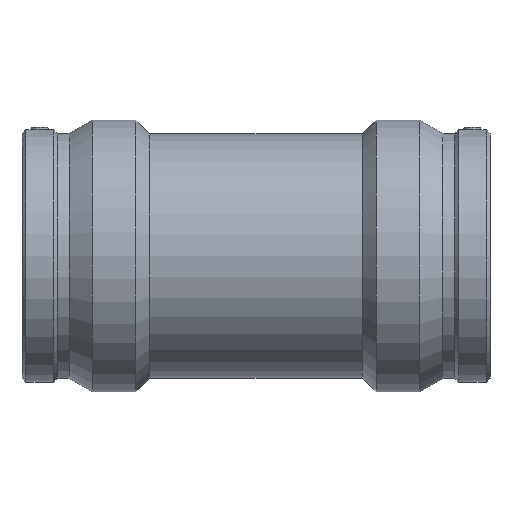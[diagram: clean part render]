
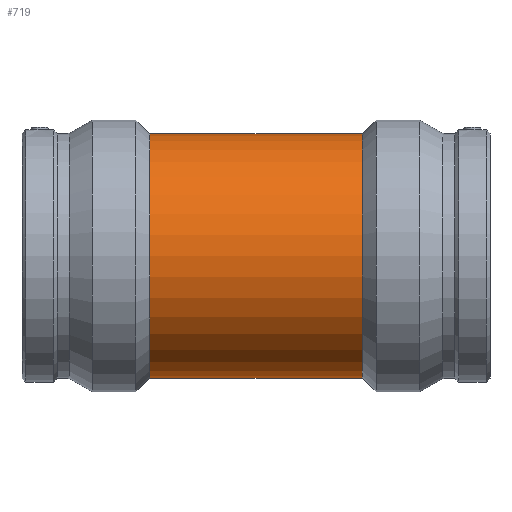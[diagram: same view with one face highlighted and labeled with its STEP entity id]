
A CAD part, top view. The second image highlights one B-rep face of the part: STEP entity #719.
In plain terms, the highlighted cylindrical face has radius 110.25 mm (diameter 220.5 mm), a full revolution.
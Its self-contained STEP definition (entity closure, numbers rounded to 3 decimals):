
#79=FACE_BOUND('',#331,.T.);
#80=FACE_BOUND('',#332,.T.);
#147=CIRCLE('',#807,110.25);
#148=CIRCLE('',#808,110.25);
#199=CYLINDRICAL_SURFACE('',#806,110.25);
#235=FACE_OUTER_BOUND('',#330,.T.);
#330=EDGE_LOOP('',(#616));
#331=EDGE_LOOP('',(#617));
#332=EDGE_LOOP('',(#618));
#416=B_SPLINE_CURVE_WITH_KNOTS('',3,(#1451,#1452,#1453,#1454,#1455,#1456,
#1457,#1458,#1459,#1460,#1461,#1462,#1463,#1464,#1465,#1466,#1467,#1468,
#1469,#1470,#1471,#1472,#1473,#1474,#1475,#1476,#1477,#1478,#1479,#1480,
#1481,#1482,#1483,#1484,#1485,#1486,#1487,#1488,#1489,#1490,#1491,#1492,
#1493,#1494,#1495,#1496,#1497,#1498,#1499,#1500,#1501,#1502,#1503,#1504,
#1505,#1506,#1507,#1508,#1509,#1510,#1511,#1512,#1513,#1514,#1515,#1516),
 .UNSPECIFIED.,.T.,.F.,(4,2,2,2,2,2,2,2,2,2,2,2,2,2,2,2,2,2,2,2,2,2,2,2,
2,2,2,2,2,2,2,2,4),(0.,0.958,1.916,2.874,
3.832,4.788,5.745,6.701,7.657,
8.613,9.57,10.526,11.482,12.44,
13.398,14.356,15.314,16.272,17.23,
18.188,19.146,20.103,21.059,22.015,
22.972,23.928,24.884,25.84,26.797,
27.755,28.713,29.671,30.629),
 .UNSPECIFIED.);
#439=VERTEX_POINT('',#1450);
#448=VERTEX_POINT('',#1543);
#449=VERTEX_POINT('',#1545);
#509=EDGE_CURVE('',#439,#439,#416,.T.);
#518=EDGE_CURVE('',#448,#448,#147,.T.);
#519=EDGE_CURVE('',#449,#449,#148,.T.);
#616=ORIENTED_EDGE('',*,*,#518,.F.);
#617=ORIENTED_EDGE('',*,*,#519,.T.);
#618=ORIENTED_EDGE('',*,*,#509,.T.);
#719=ADVANCED_FACE('',(#235,#79,#80),#199,.T.);
#806=AXIS2_PLACEMENT_3D('',#1542,#977,#978);
#807=AXIS2_PLACEMENT_3D('',#1544,#979,#980);
#808=AXIS2_PLACEMENT_3D('',#1546,#981,#982);
#977=DIRECTION('center_axis',(1.,0.,0.));
#978=DIRECTION('ref_axis',(0.,1.,0.));
#979=DIRECTION('center_axis',(1.,0.,0.));
#980=DIRECTION('ref_axis',(0.,0.,-1.));
#981=DIRECTION('center_axis',(1.,0.,0.));
#982=DIRECTION('ref_axis',(0.,0.,-1.));
#1450=CARTESIAN_POINT('',(0.,50.,-98.26));
#1451=CARTESIAN_POINT('Ctrl Pts',(0.,50.,-98.26));
#1452=CARTESIAN_POINT('Ctrl Pts',(-3.193,50.,-98.26));
#1453=CARTESIAN_POINT('Ctrl Pts',(-6.477,49.689,-98.42));
#1454=CARTESIAN_POINT('Ctrl Pts',(-12.977,48.4,-99.061));
#1455=CARTESIAN_POINT('Ctrl Pts',(-16.192,47.422,-99.54));
#1456=CARTESIAN_POINT('Ctrl Pts',(-22.334,44.858,-100.721));
#1457=CARTESIAN_POINT('Ctrl Pts',(-25.266,43.27,-101.423));
#1458=CARTESIAN_POINT('Ctrl Pts',(-30.679,39.617,-102.905));
#1459=CARTESIAN_POINT('Ctrl Pts',(-33.159,37.551,-103.684));
#1460=CARTESIAN_POINT('Ctrl Pts',(-37.547,33.163,-105.169));
#1461=CARTESIAN_POINT('Ctrl Pts',(-39.612,30.684,-105.931));
#1462=CARTESIAN_POINT('Ctrl Pts',(-43.267,25.271,-107.351));
#1463=CARTESIAN_POINT('Ctrl Pts',(-44.858,22.336,-108.009));
#1464=CARTESIAN_POINT('Ctrl Pts',(-47.424,16.188,-109.1));
#1465=CARTESIAN_POINT('Ctrl Pts',(-48.402,12.97,-109.533));
#1466=CARTESIAN_POINT('Ctrl Pts',(-49.69,6.47,-110.108));
#1467=CARTESIAN_POINT('Ctrl Pts',(-50.,3.188,-110.25));
#1468=CARTESIAN_POINT('Ctrl Pts',(-50.,-3.188,-110.25));
#1469=CARTESIAN_POINT('Ctrl Pts',(-49.69,-6.47,-110.108));
#1470=CARTESIAN_POINT('Ctrl Pts',(-48.402,-12.97,-109.533));
#1471=CARTESIAN_POINT('Ctrl Pts',(-47.424,-16.188,-109.1));
#1472=CARTESIAN_POINT('Ctrl Pts',(-44.858,-22.336,-108.009));
#1473=CARTESIAN_POINT('Ctrl Pts',(-43.267,-25.271,-107.351));
#1474=CARTESIAN_POINT('Ctrl Pts',(-39.612,-30.684,-105.931));
#1475=CARTESIAN_POINT('Ctrl Pts',(-37.547,-33.163,-105.169));
#1476=CARTESIAN_POINT('Ctrl Pts',(-33.159,-37.551,-103.684));
#1477=CARTESIAN_POINT('Ctrl Pts',(-30.679,-39.617,-102.905));
#1478=CARTESIAN_POINT('Ctrl Pts',(-25.266,-43.27,-101.423));
#1479=CARTESIAN_POINT('Ctrl Pts',(-22.334,-44.858,-100.721));
#1480=CARTESIAN_POINT('Ctrl Pts',(-16.192,-47.422,-99.54));
#1481=CARTESIAN_POINT('Ctrl Pts',(-12.977,-48.4,-99.061));
#1482=CARTESIAN_POINT('Ctrl Pts',(-6.477,-49.689,-98.42));
#1483=CARTESIAN_POINT('Ctrl Pts',(-3.193,-50.,-98.26));
#1484=CARTESIAN_POINT('Ctrl Pts',(3.193,-50.,-98.26));
#1485=CARTESIAN_POINT('Ctrl Pts',(6.477,-49.689,-98.42));
#1486=CARTESIAN_POINT('Ctrl Pts',(12.977,-48.4,-99.061));
#1487=CARTESIAN_POINT('Ctrl Pts',(16.192,-47.422,-99.54));
#1488=CARTESIAN_POINT('Ctrl Pts',(22.334,-44.858,-100.721));
#1489=CARTESIAN_POINT('Ctrl Pts',(25.266,-43.27,-101.423));
#1490=CARTESIAN_POINT('Ctrl Pts',(30.679,-39.617,-102.905));
#1491=CARTESIAN_POINT('Ctrl Pts',(33.159,-37.551,-103.684));
#1492=CARTESIAN_POINT('Ctrl Pts',(37.547,-33.163,-105.169));
#1493=CARTESIAN_POINT('Ctrl Pts',(39.612,-30.684,-105.931));
#1494=CARTESIAN_POINT('Ctrl Pts',(43.267,-25.271,-107.351));
#1495=CARTESIAN_POINT('Ctrl Pts',(44.858,-22.336,-108.009));
#1496=CARTESIAN_POINT('Ctrl Pts',(47.424,-16.188,-109.1));
#1497=CARTESIAN_POINT('Ctrl Pts',(48.402,-12.97,-109.533));
#1498=CARTESIAN_POINT('Ctrl Pts',(49.69,-6.47,-110.108));
#1499=CARTESIAN_POINT('Ctrl Pts',(50.,-3.188,-110.25));
#1500=CARTESIAN_POINT('Ctrl Pts',(50.,3.188,-110.25));
#1501=CARTESIAN_POINT('Ctrl Pts',(49.69,6.47,-110.108));
#1502=CARTESIAN_POINT('Ctrl Pts',(48.402,12.97,-109.533));
#1503=CARTESIAN_POINT('Ctrl Pts',(47.424,16.188,-109.1));
#1504=CARTESIAN_POINT('Ctrl Pts',(44.858,22.336,-108.009));
#1505=CARTESIAN_POINT('Ctrl Pts',(43.267,25.271,-107.351));
#1506=CARTESIAN_POINT('Ctrl Pts',(39.612,30.684,-105.931));
#1507=CARTESIAN_POINT('Ctrl Pts',(37.547,33.163,-105.169));
#1508=CARTESIAN_POINT('Ctrl Pts',(33.159,37.551,-103.684));
#1509=CARTESIAN_POINT('Ctrl Pts',(30.679,39.617,-102.905));
#1510=CARTESIAN_POINT('Ctrl Pts',(25.266,43.27,-101.423));
#1511=CARTESIAN_POINT('Ctrl Pts',(22.334,44.858,-100.721));
#1512=CARTESIAN_POINT('Ctrl Pts',(16.192,47.422,-99.54));
#1513=CARTESIAN_POINT('Ctrl Pts',(12.977,48.4,-99.061));
#1514=CARTESIAN_POINT('Ctrl Pts',(6.477,49.689,-98.42));
#1515=CARTESIAN_POINT('Ctrl Pts',(3.193,50.,-98.26));
#1516=CARTESIAN_POINT('Ctrl Pts',(0.,50.,-98.26));
#1542=CARTESIAN_POINT('Origin',(0.,0.,0.));
#1543=CARTESIAN_POINT('',(96.005,110.25,0.));
#1544=CARTESIAN_POINT('Origin',(96.005,0.,0.));
#1545=CARTESIAN_POINT('',(-96.005,110.25,0.));
#1546=CARTESIAN_POINT('Origin',(-96.005,0.,0.));
